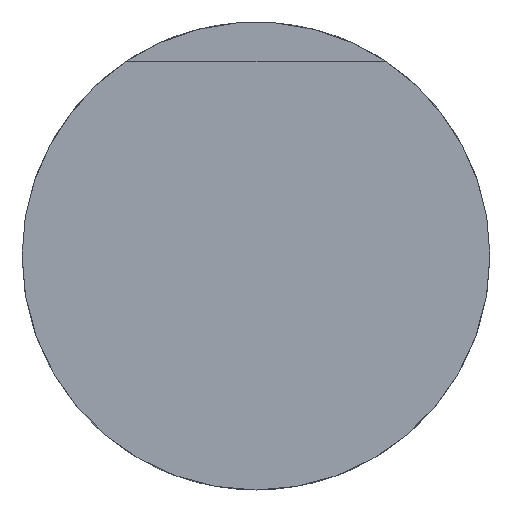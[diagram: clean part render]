
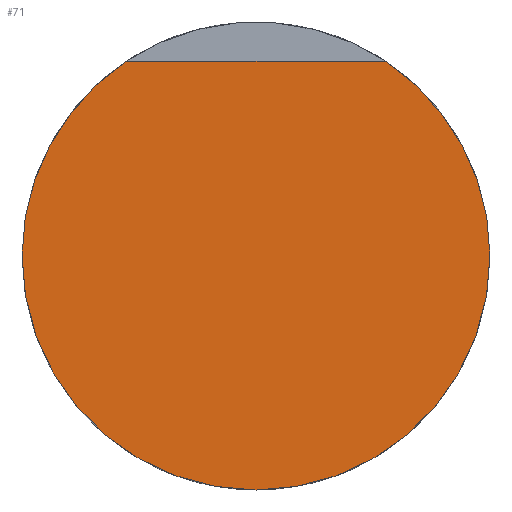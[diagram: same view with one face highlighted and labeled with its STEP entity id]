
A CAD part, front view. The second image highlights one B-rep face of the part: STEP entity #71.
In plain terms, the highlighted planar face has unit normal (0, -1, 0).
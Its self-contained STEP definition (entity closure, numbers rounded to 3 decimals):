
#35=AXIS2_PLACEMENT_3D('Plane Axis2P3D',#32,#33,#34) ;
#48=AXIS2_PLACEMENT_3D('Circle Axis2P3D',#46,#47,$) ;
#55=AXIS2_PLACEMENT_3D('Circle Axis2P3D',#53,#54,$) ;
#62=AXIS2_PLACEMENT_3D('Circle Axis2P3D',#60,#61,$) ;
#32=CARTESIAN_POINT('Axis2P3D Location',(85.329,-55.023,977.497)) ;
#37=CARTESIAN_POINT('Line Origine',(52.079,-55.023,991.497)) ;
#41=CARTESIAN_POINT('Vertex',(55.396,-55.023,991.497)) ;
#43=CARTESIAN_POINT('Vertex',(48.763,-55.023,991.497)) ;
#46=CARTESIAN_POINT('Axis2P3D Location',(52.079,-55.023,986.497)) ;
#50=CARTESIAN_POINT('Vertex',(46.079,-55.023,986.497)) ;
#53=CARTESIAN_POINT('Axis2P3D Location',(52.079,-55.023,986.497)) ;
#57=CARTESIAN_POINT('Vertex',(58.079,-55.023,986.497)) ;
#60=CARTESIAN_POINT('Axis2P3D Location',(52.079,-55.023,986.497)) ;
#33=DIRECTION('Axis2P3D Direction',(0.,1.,0.)) ;
#34=DIRECTION('Axis2P3D XDirection',(-1.,0.,0.)) ;
#38=DIRECTION('Vector Direction',(1.,0.,0.)) ;
#47=DIRECTION('Axis2P3D Direction',(0.,1.,0.)) ;
#54=DIRECTION('Axis2P3D Direction',(0.,1.,0.)) ;
#61=DIRECTION('Axis2P3D Direction',(0.,1.,0.)) ;
#39=VECTOR('Line Direction',#38,1.) ;
#66=ORIENTED_EDGE('',*,*,#45,.T.) ;
#67=ORIENTED_EDGE('',*,*,#52,.F.) ;
#68=ORIENTED_EDGE('',*,*,#59,.F.) ;
#69=ORIENTED_EDGE('',*,*,#64,.F.) ;
#71=ADVANCED_FACE('PartBody',(#70),#36,.F.) ;
#49=CIRCLE('generated circle',#48,6.) ;
#56=CIRCLE('generated circle',#55,6.) ;
#63=CIRCLE('generated circle',#62,6.) ;
#45=EDGE_CURVE('',#42,#44,#40,.F.) ;
#52=EDGE_CURVE('',#51,#44,#49,.T.) ;
#59=EDGE_CURVE('',#58,#51,#56,.T.) ;
#64=EDGE_CURVE('',#42,#58,#63,.T.) ;
#65=EDGE_LOOP('',(#66,#67,#68,#69)) ;
#70=FACE_OUTER_BOUND('',#65,.T.) ;
#40=LINE('Line',#37,#39) ;
#36=PLANE('',#35) ;
#42=VERTEX_POINT('',#41) ;
#44=VERTEX_POINT('',#43) ;
#51=VERTEX_POINT('',#50) ;
#58=VERTEX_POINT('',#57) ;
